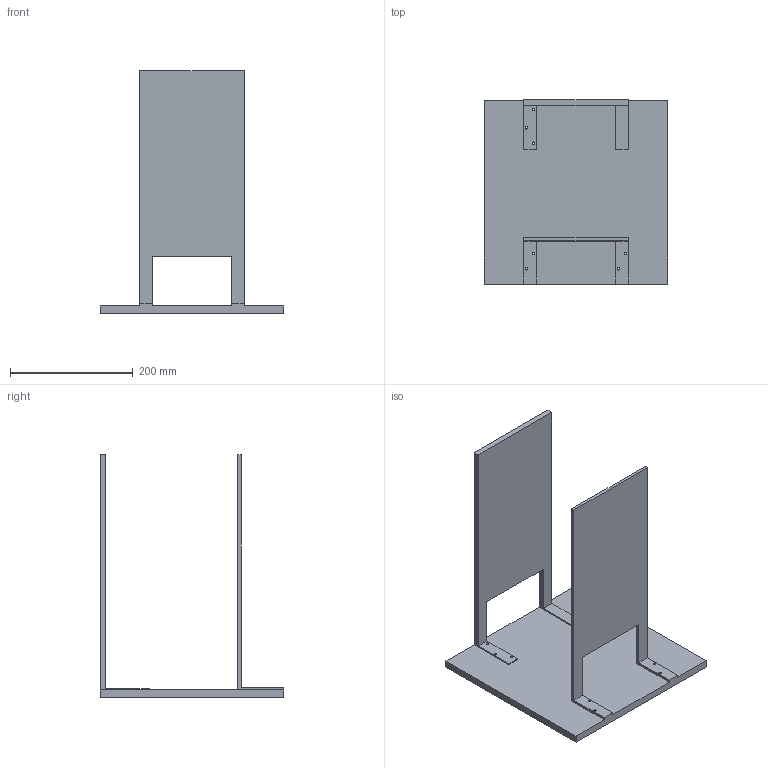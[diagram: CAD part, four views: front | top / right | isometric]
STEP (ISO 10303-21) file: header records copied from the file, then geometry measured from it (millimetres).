
FILE_DESCRIPTION(('STEP AP242'), '1');
FILE_NAME('櫡謤鍒罻', '', ('UNSPECIFIED'), ('UNSPECIFIED'), 'C3D Converter', 'C3D Toolkit', '');
FILE_SCHEMA(('AP242_MANAGED_MODEL_BASED_3D_ENGINEERING_MIM_LF { 1 0 10303 442 1 1 4 }'));
Length unit declared in the file: millimetre
Bounding box: 300 x 300 x 396 mm (x, y, z)
Volume: 1863868 mm3; surface area: 433396.1 mm2
Topology: 1 solids, 1 shells, 34 faces, 105 edges, 70 vertices
Faces by surface type: plane 27, cylinder 7
Full cylindrical faces by diameter (mm): 4 x7
Entity records: 1204 total; most frequent: CARTESIAN_POINT 203, ORIENTED_EDGE 196, DIRECTION 182, EDGE_CURVE 98, LINE 84, VECTOR 84, VERTEX_POINT 70, EDGE_LOOP 56
